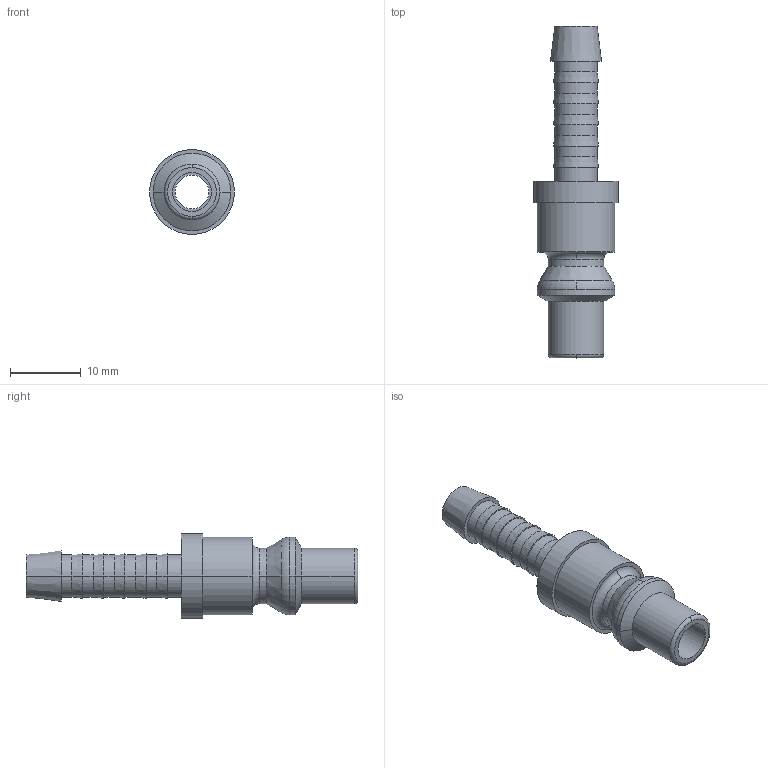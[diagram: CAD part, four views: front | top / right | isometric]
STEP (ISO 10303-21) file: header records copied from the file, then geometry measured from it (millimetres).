
FILE_DESCRIPTION(('STEP AP214'),'1');
FILE_NAME('eso_6_s.stp','2020-03-05T09:26:07',('TraceParts'),('TraceParts S.A.'),'Spatial InterOp 3D',' ',' ');
FILE_SCHEMA(('automotive_design'));
Length unit declared in the file: millimetre
Products named in the file (1): 1
Bounding box: 12 x 47 x 12 mm (x, y, z)
Volume: 1571.5 mm3; surface area: 2191 mm2
Topology: 1 solids, 1 shells, 60 faces, 130 edges, 82 vertices
Faces by surface type: cylinder 26, cone 16, plane 12, torus 6
Entity records: 2170 total; most frequent: DIRECTION 340, CARTESIAN_POINT 273, ORIENTED_EDGE 260, AXIS2_PLACEMENT_3D 149, EDGE_CURVE 130, CIRCLE 88, VERTEX_POINT 82, EDGE_LOOP 72
